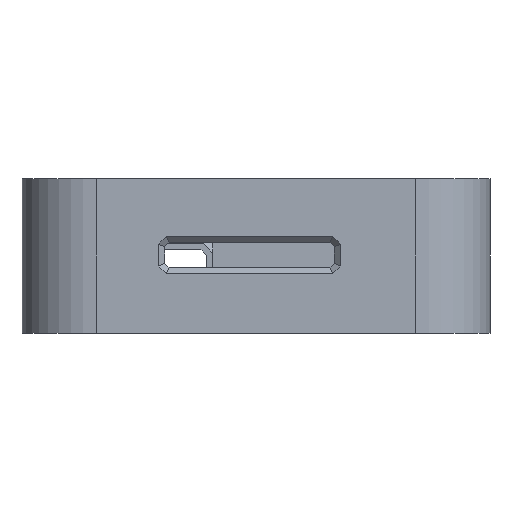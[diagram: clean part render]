
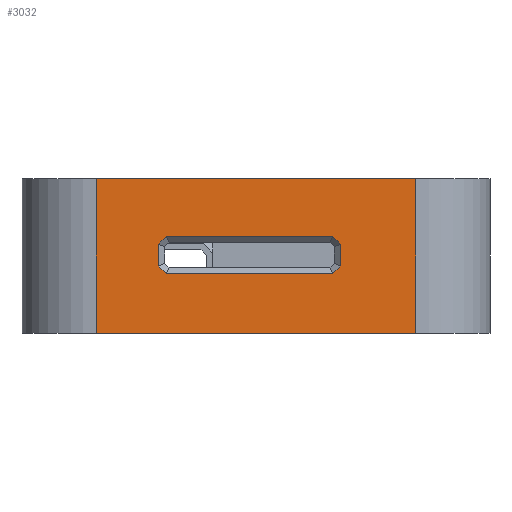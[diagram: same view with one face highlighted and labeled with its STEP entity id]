
A CAD part, left-side view. The second image highlights one B-rep face of the part: STEP entity #3032.
In plain terms, the highlighted planar face has unit normal (-1, 0, 0).
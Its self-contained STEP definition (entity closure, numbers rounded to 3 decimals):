
#188=FACE_BOUND('',#485,.T.);
#302=FACE_OUTER_BOUND('',#484,.T.);
#484=EDGE_LOOP('',(#2452,#2453,#2454,#2455));
#485=EDGE_LOOP('',(#2456,#2457,#2458,#2459,#2460,#2461,#2462,#2463));
#681=LINE('',#4585,#1014);
#683=LINE('',#4589,#1016);
#686=LINE('',#4595,#1019);
#689=LINE('',#4601,#1022);
#692=LINE('',#4607,#1025);
#695=LINE('',#4613,#1028);
#699=LINE('',#4621,#1032);
#702=LINE('',#4625,#1035);
#768=LINE('',#4790,#1101);
#780=LINE('',#4833,#1113);
#781=LINE('',#4836,#1114);
#782=LINE('',#4837,#1115);
#1014=VECTOR('',#3703,10.);
#1016=VECTOR('',#3707,10.);
#1019=VECTOR('',#3712,10.);
#1022=VECTOR('',#3717,10.);
#1025=VECTOR('',#3722,10.);
#1028=VECTOR('',#3727,10.);
#1032=VECTOR('',#3733,10.);
#1035=VECTOR('',#3738,10.);
#1101=VECTOR('',#3898,10.);
#1113=VECTOR('',#3946,10.);
#1114=VECTOR('',#3949,10.);
#1115=VECTOR('',#3950,10.);
#1353=VERTEX_POINT('',#4582);
#1354=VERTEX_POINT('',#4584);
#1355=VERTEX_POINT('',#4588);
#1357=VERTEX_POINT('',#4594);
#1359=VERTEX_POINT('',#4600);
#1361=VERTEX_POINT('',#4606);
#1363=VERTEX_POINT('',#4612);
#1366=VERTEX_POINT('',#4620);
#1417=VERTEX_POINT('',#4787);
#1418=VERTEX_POINT('',#4789);
#1431=VERTEX_POINT('',#4831);
#1432=VERTEX_POINT('',#4835);
#1680=EDGE_CURVE('',#1353,#1354,#681,.T.);
#1682=EDGE_CURVE('',#1354,#1355,#683,.T.);
#1685=EDGE_CURVE('',#1355,#1357,#686,.T.);
#1688=EDGE_CURVE('',#1357,#1359,#689,.T.);
#1691=EDGE_CURVE('',#1359,#1361,#692,.T.);
#1694=EDGE_CURVE('',#1361,#1363,#695,.T.);
#1698=EDGE_CURVE('',#1363,#1366,#699,.T.);
#1701=EDGE_CURVE('',#1366,#1353,#702,.T.);
#1785=EDGE_CURVE('',#1417,#1418,#768,.F.);
#1811=EDGE_CURVE('',#1431,#1417,#780,.T.);
#1812=EDGE_CURVE('',#1432,#1431,#781,.F.);
#1813=EDGE_CURVE('',#1418,#1432,#782,.T.);
#2452=ORIENTED_EDGE('',*,*,#1811,.F.);
#2453=ORIENTED_EDGE('',*,*,#1812,.F.);
#2454=ORIENTED_EDGE('',*,*,#1813,.F.);
#2455=ORIENTED_EDGE('',*,*,#1785,.F.);
#2456=ORIENTED_EDGE('',*,*,#1701,.F.);
#2457=ORIENTED_EDGE('',*,*,#1698,.F.);
#2458=ORIENTED_EDGE('',*,*,#1694,.F.);
#2459=ORIENTED_EDGE('',*,*,#1691,.F.);
#2460=ORIENTED_EDGE('',*,*,#1688,.F.);
#2461=ORIENTED_EDGE('',*,*,#1685,.F.);
#2462=ORIENTED_EDGE('',*,*,#1682,.F.);
#2463=ORIENTED_EDGE('',*,*,#1680,.F.);
#2893=PLANE('',#3282);
#3032=ADVANCED_FACE('',(#302,#188),#2893,.T.);
#3282=AXIS2_PLACEMENT_3D('',#4834,#3947,#3948);
#3703=DIRECTION('',(0.,0.707,0.707));
#3707=DIRECTION('',(0.,1.,0.));
#3712=DIRECTION('',(0.,0.707,-0.707));
#3717=DIRECTION('',(0.,0.,-1.));
#3722=DIRECTION('',(0.,-0.707,-0.707));
#3727=DIRECTION('',(0.,-1.,0.));
#3733=DIRECTION('',(0.,-0.707,0.707));
#3738=DIRECTION('',(0.,0.,1.));
#3898=DIRECTION('',(0.,1.,0.));
#3946=DIRECTION('',(0.,0.,1.));
#3947=DIRECTION('center_axis',(-1.,0.,0.));
#3948=DIRECTION('ref_axis',(0.,-1.,0.));
#3949=DIRECTION('',(0.,-1.,0.));
#3950=DIRECTION('',(0.,0.,-1.));
#4582=CARTESIAN_POINT('',(-112.989,-13.675,20.742));
#4584=CARTESIAN_POINT('',(-112.989,-12.389,22.028));
#4585=CARTESIAN_POINT('',(-112.989,-1.892,32.525));
#4588=CARTESIAN_POINT('',(-112.989,14.499,22.028));
#4589=CARTESIAN_POINT('',(-112.989,19.985,22.028));
#4594=CARTESIAN_POINT('',(-112.989,15.785,20.742));
#4595=CARTESIAN_POINT('',(-112.989,16.767,19.76));
#4600=CARTESIAN_POINT('',(-112.989,15.785,17.213));
#4601=CARTESIAN_POINT('',(-112.989,15.785,21.978));
#4606=CARTESIAN_POINT('',(-112.989,14.499,15.928));
#4607=CARTESIAN_POINT('',(-112.989,20.092,21.52));
#4612=CARTESIAN_POINT('',(-112.989,-12.389,15.928));
#4613=CARTESIAN_POINT('',(-112.989,6.955,15.928));
#4620=CARTESIAN_POINT('',(-112.989,-13.675,17.213));
#4621=CARTESIAN_POINT('',(-112.989,-5.917,9.455));
#4625=CARTESIAN_POINT('',(-112.989,-13.675,23.328));
#4787=CARTESIAN_POINT('',(-112.989,25.885,31.328));
#4789=CARTESIAN_POINT('',(-112.989,-25.885,31.328));
#4790=CARTESIAN_POINT('',(-112.989,20.295,31.328));
#4831=CARTESIAN_POINT('',(-112.989,25.885,6.328));
#4833=CARTESIAN_POINT('',(-112.989,25.885,26.328));
#4834=CARTESIAN_POINT('Origin',(-112.989,25.885,26.328));
#4835=CARTESIAN_POINT('',(-112.989,-25.885,6.328));
#4836=CARTESIAN_POINT('',(-112.989,12.942,6.328));
#4837=CARTESIAN_POINT('',(-112.989,-25.885,26.328));
